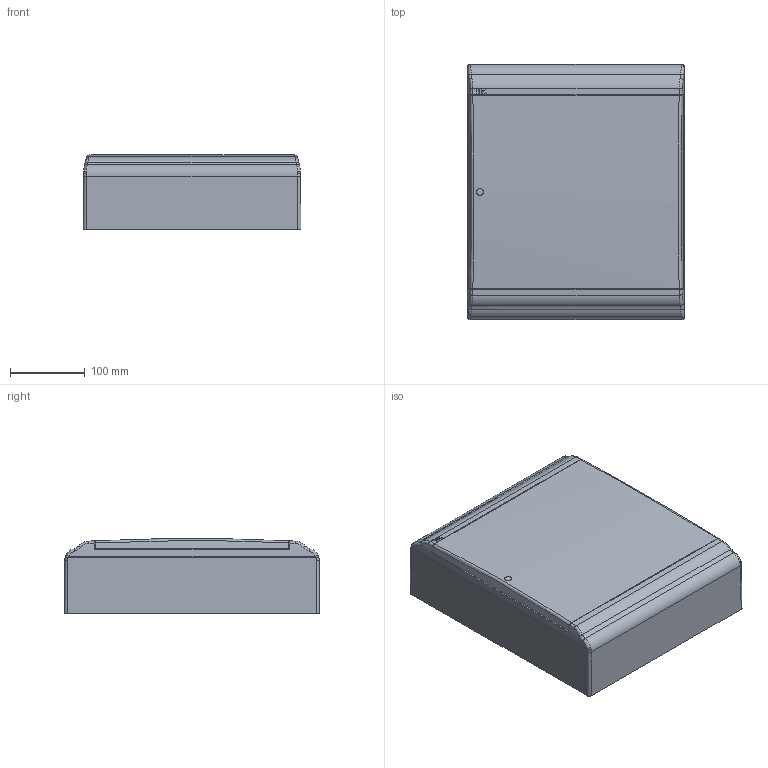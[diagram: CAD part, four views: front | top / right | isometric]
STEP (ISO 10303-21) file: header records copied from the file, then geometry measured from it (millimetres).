
FILE_DESCRIPTION (( 'STEP AP214' ), '1' );
FILE_NAME ('MKP82-N-24-41-10 Áîêñ ÙÐÍ-Ï-24 ìîäóëÿ íàâåñí.ïëàñòèê IP41 PRIME_1.STEP', '2016-09-01T11:18:17', ( '' ), ( '' ), 'SwSTEP 2.0', 'SolidWorks 2014', '' );
FILE_SCHEMA (( 'AUTOMOTIVE_DESIGN' ));
Length unit declared in the file: millimetre
Products named in the file (1): MKP82-N-24-41-10 Áîêñ ÙÐÍ-Ï-24 ìîäóëÿ íàâåñí.ïëàñòèê IP41 PRIME_1
Bounding box: 291.05 x 341.05 x 100 mm (x, y, z)
Volume: 1117623.1 mm3; surface area: 900578.3 mm2
Topology: 11 solids, 13 shells, 2600 faces, 6821 edges, 4489 vertices
Faces by surface type: plane 1538, bspline 776, cylinder 226, cone 60
Entity records: 139103 total; most frequent: CARTESIAN_POINT 52158, ORIENTED_EDGE 13642, DIRECTION 8962, EDGE_CURVE 6821, VECTOR 4648, LINE 4648, VERTEX_POINT 4489, EDGE_LOOP 2872
